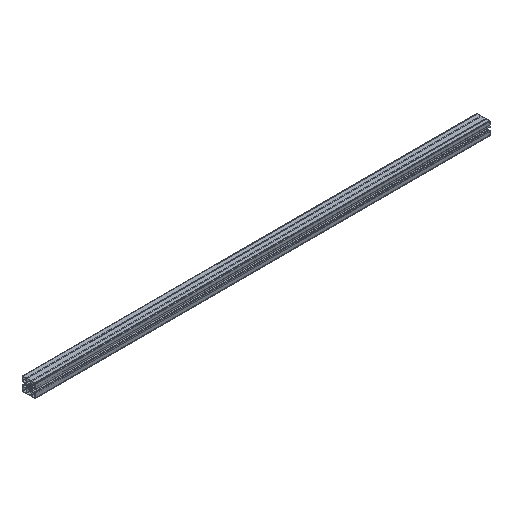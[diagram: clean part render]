
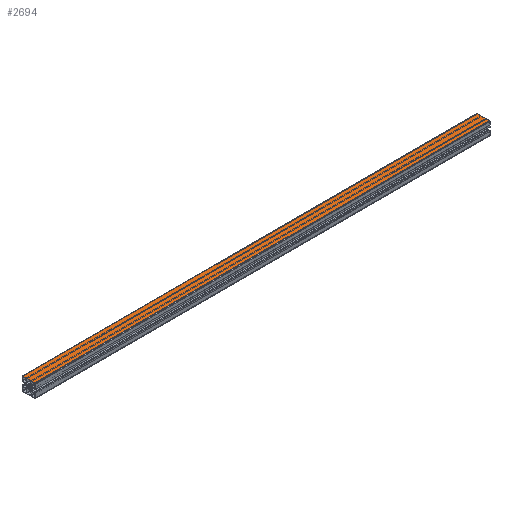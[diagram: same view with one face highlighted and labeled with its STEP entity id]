
A CAD part, isometric view. The second image highlights one B-rep face of the part: STEP entity #2694.
In plain terms, the highlighted planar face has unit normal (0, 0, 1).
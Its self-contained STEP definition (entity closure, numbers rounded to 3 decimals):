
#344=FACE_OUTER_BOUND('',#480,.T.);
#480=EDGE_LOOP('',(#2136,#2137,#2138,#2139));
#724=LINE('',#4447,#986);
#725=LINE('',#4450,#987);
#726=LINE('',#4452,#988);
#727=LINE('',#4453,#989);
#986=VECTOR('',#3640,1.);
#987=VECTOR('',#3643,1.);
#988=VECTOR('',#3644,1.);
#989=VECTOR('',#3645,1.);
#1258=VERTEX_POINT('',#4443);
#1259=VERTEX_POINT('',#4445);
#1260=VERTEX_POINT('',#4449);
#1261=VERTEX_POINT('',#4451);
#1630=EDGE_CURVE('',#1258,#1259,#724,.T.);
#1631=EDGE_CURVE('',#1260,#1258,#725,.T.);
#1632=EDGE_CURVE('',#1261,#1259,#726,.T.);
#1633=EDGE_CURVE('',#1260,#1261,#727,.T.);
#2136=ORIENTED_EDGE('',*,*,#1631,.T.);
#2137=ORIENTED_EDGE('',*,*,#1630,.T.);
#2138=ORIENTED_EDGE('',*,*,#1632,.F.);
#2139=ORIENTED_EDGE('',*,*,#1633,.F.);
#2571=PLANE('',#2946);
#2694=ADVANCED_FACE('',(#344),#2571,.T.);
#2946=AXIS2_PLACEMENT_3D('',#4448,#3641,#3642);
#3640=DIRECTION('',(1.,0.,0.));
#3641=DIRECTION('center_axis',(0.,0.,1.));
#3642=DIRECTION('ref_axis',(0.,-1.,0.));
#3643=DIRECTION('',(0.,-1.,0.));
#3644=DIRECTION('',(0.,-1.,0.));
#3645=DIRECTION('',(1.,0.,0.));
#4443=CARTESIAN_POINT('',(0.,2.5,45.));
#4445=CARTESIAN_POINT('',(1524.,2.5,45.));
#4447=CARTESIAN_POINT('',(0.,2.5,45.));
#4448=CARTESIAN_POINT('Origin',(0.,42.5,45.));
#4449=CARTESIAN_POINT('',(0.,42.5,45.));
#4450=CARTESIAN_POINT('',(0.,42.5,45.));
#4451=CARTESIAN_POINT('',(1524.,42.5,45.));
#4452=CARTESIAN_POINT('',(1524.,42.5,45.));
#4453=CARTESIAN_POINT('',(0.,42.5,45.));
